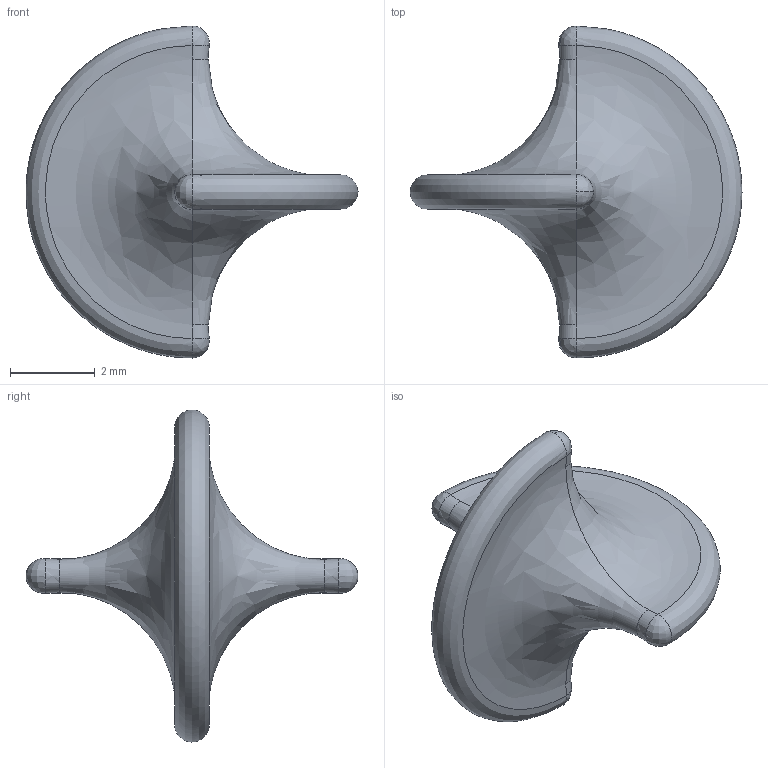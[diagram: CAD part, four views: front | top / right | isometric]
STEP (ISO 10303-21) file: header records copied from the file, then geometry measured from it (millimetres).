
FILE_DESCRIPTION(('FreeCAD Model'),'2;1');
FILE_NAME('Open CASCADE Shape Model','2025-05-01T00:56:23',('FreeCAD'),( 'FreeCAD'),'Open CASCADE STEP processor 7.6','FreeCAD','Unknown');
FILE_SCHEMA(('AUTOMOTIVE_DESIGN { 1 0 10303 214 1 1 1 1 }'));
Length unit declared in the file: millimetre
Products named in the file (1): Open CASCADE STEP translator 7.6 1
Bounding box: 7.82 x 7.82 x 7.82 mm (x, y, z)
Volume: 59.3 mm3; surface area: 124.7 mm2
Topology: 1 solids, 1 shells, 16 faces, 50 edges, 28 vertices
Faces by surface type: bspline 16
Entity records: 678 total; most frequent: CARTESIAN_POINT 459, ORIENTED_EDGE 84, EDGE_CURVE 42, VERTEX_POINT 28, ADVANCED_FACE 16, FACE_BOUND 16, EDGE_LOOP 16, DIRECTION 2
